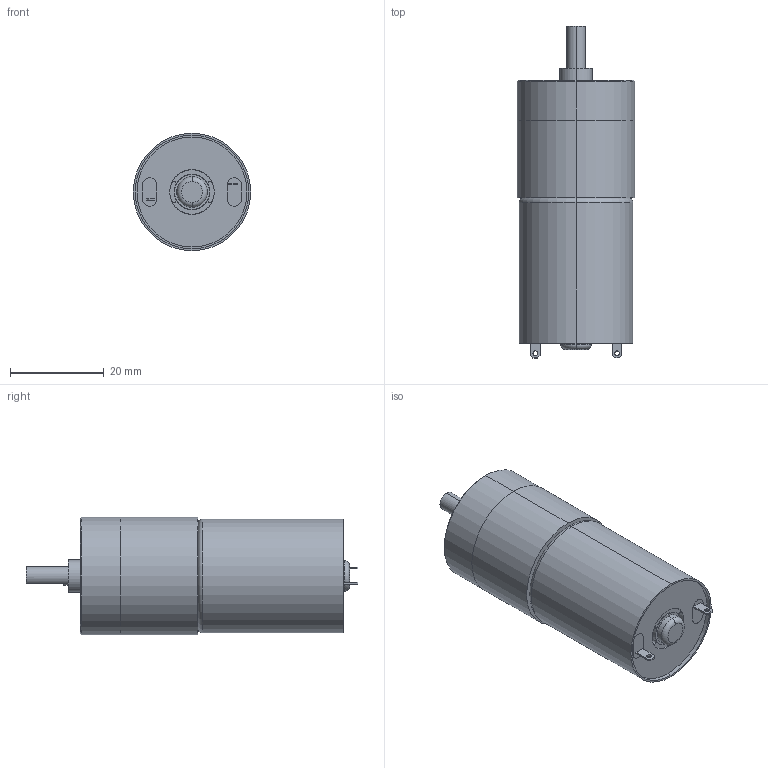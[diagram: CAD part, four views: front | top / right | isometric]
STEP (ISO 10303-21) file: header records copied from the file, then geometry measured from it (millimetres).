
FILE_DESCRIPTION (( 'STEP AP214' ), '1' );
FILE_NAME ('Getriebe-Motor 12V.STEP', '2013-12-07T22:47:45', ( '' ), ( '' ), 'SwSTEP 2.0', 'SolidWorks 2012', '' );
FILE_SCHEMA (( 'AUTOMOTIVE_DESIGN' ));
Length unit declared in the file: millimetre
Products named in the file (1): Getriebe-Motor 12V
Bounding box: 25 x 70.7 x 25 mm (x, y, z)
Volume: 26109.2 mm3; surface area: 7171.7 mm2
Topology: 6 solids, 6 shells, 145 faces, 348 edges, 228 vertices
Faces by surface type: plane 83, cylinder 44, cone 10, torus 8
Entity records: 4748 total; most frequent: CARTESIAN_POINT 862, DIRECTION 742, ORIENTED_EDGE 696, EDGE_CURVE 348, AXIS2_PLACEMENT_3D 276, VERTEX_POINT 228, VECTOR 190, LINE 190
